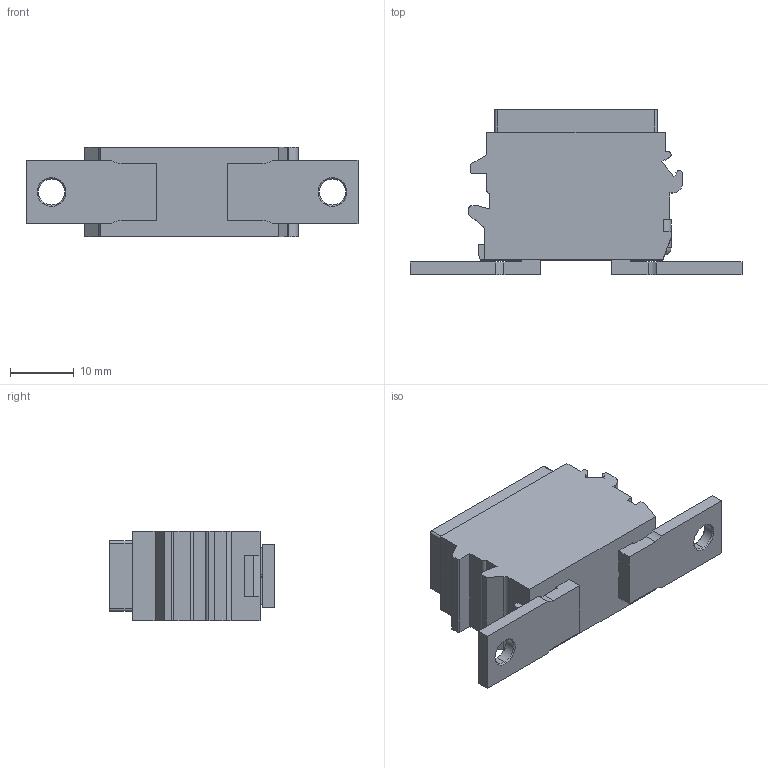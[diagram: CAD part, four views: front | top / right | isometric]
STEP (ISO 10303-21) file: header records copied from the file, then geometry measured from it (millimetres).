
FILE_DESCRIPTION((''),'2;1');
FILE_NAME('00175830102','2020-08-06T',('presta_be4'),(''),'CREO PARAMETRIC BY PTC INC, 2018360','CREO PARAMETRIC BY PTC INC, 2018360','');
FILE_SCHEMA(('CONFIG_CONTROL_DESIGN'));
Products named in the file (1): 00175830102
Bounding box: 52 x 25.93 x 14 mm (x, y, z)
Volume: 8178.6 mm3; surface area: 10712.2 mm2
Topology: 11 solids, 11 shells, 1905 faces, 5029 edges, 3186 vertices
Faces by surface type: plane 929, cylinder 415, torus 276, cone 204, bspline 80, sphere 1
Entity records: 70107 total; most frequent: CARTESIAN_POINT 22637, ORIENTED_EDGE 10026, DIRECTION 9978, EDGE_CURVE 5013, AXIS2_PLACEMENT_3D 3730, VERTEX_POINT 3186, VECTOR 2518, LINE 2518
